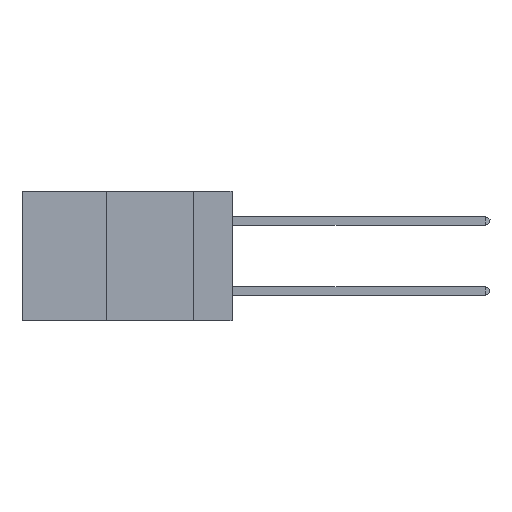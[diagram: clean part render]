
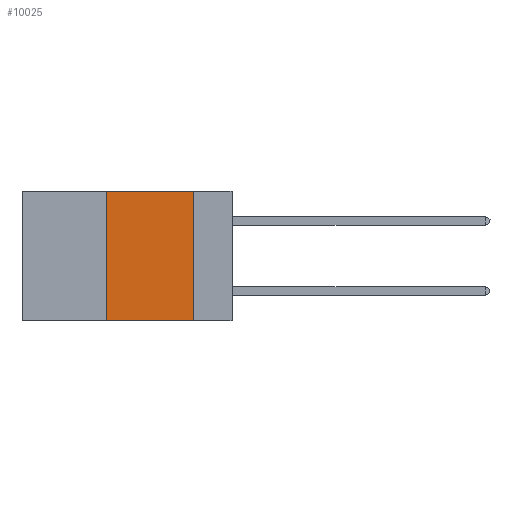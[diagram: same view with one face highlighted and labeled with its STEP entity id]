
A CAD part, left-side view. The second image highlights one B-rep face of the part: STEP entity #10025.
In plain terms, the highlighted planar face has unit normal (-1, 0, 0).
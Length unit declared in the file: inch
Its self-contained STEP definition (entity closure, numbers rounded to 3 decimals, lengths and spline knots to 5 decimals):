
#251 = CARTESIAN_POINT ( 'NONE',  ( 0., 0.11, -0.37 ) ) ;
#495 = PLANE ( 'NONE',  #10120 ) ;
#818 = LINE ( 'NONE', #1718, #9777 ) ;
#993 = LINE ( 'NONE', #6749, #3290 ) ;
#1053 = EDGE_LOOP ( 'NONE', ( #6948, #9327, #7928, #1353 ) ) ;
#1166 = DIRECTION ( 'NONE',  ( 1., 0., 0. ) ) ;
#1353 = ORIENTED_EDGE ( 'NONE', *, *, #4962, .T. ) ;
#1718 = CARTESIAN_POINT ( 'NONE',  ( 0., 0.36, 0. ) ) ;
#2114 = CARTESIAN_POINT ( 'NONE',  ( 0., 0.11, 0. ) ) ;
#2228 = LINE ( 'NONE', #6320, #6555 ) ;
#2426 = FACE_OUTER_BOUND ( 'NONE', #1053, .T. ) ;
#2643 = LINE ( 'NONE', #8819, #10024 ) ;
#2742 = VERTEX_POINT ( 'NONE', #4348 ) ;
#3290 = VECTOR ( 'NONE', #4524, 39.37008 ) ;
#3295 = VERTEX_POINT ( 'NONE', #251 ) ;
#3573 = DIRECTION ( 'NONE',  ( 0., 0., -1. ) ) ;
#3982 = DIRECTION ( 'NONE',  ( 0., -1., 0. ) ) ;
#4348 = CARTESIAN_POINT ( 'NONE',  ( 0., 0.36, 0. ) ) ;
#4422 = VERTEX_POINT ( 'NONE', #2114 ) ;
#4524 = DIRECTION ( 'NONE',  ( 0., 0., -1. ) ) ;
#4962 = EDGE_CURVE ( 'NONE', #5386, #3295, #2643, .T. ) ;
#4989 = EDGE_CURVE ( 'NONE', #5386, #2742, #818, .T. ) ;
#5386 = VERTEX_POINT ( 'NONE', #9004 ) ;
#6320 = CARTESIAN_POINT ( 'NONE',  ( 0., 0.6, 0. ) ) ;
#6383 = DIRECTION ( 'NONE',  ( 0., 0., 1. ) ) ;
#6555 = VECTOR ( 'NONE', #7033, 39.37008 ) ;
#6663 = CARTESIAN_POINT ( 'NONE',  ( 0., 0.6, 0. ) ) ;
#6749 = CARTESIAN_POINT ( 'NONE',  ( 0., 0.11, 0. ) ) ;
#6948 = ORIENTED_EDGE ( 'NONE', *, *, #9549, .F. ) ;
#7033 = DIRECTION ( 'NONE',  ( 0., -1., 0. ) ) ;
#7907 = EDGE_CURVE ( 'NONE', #2742, #4422, #2228, .T. ) ;
#7928 = ORIENTED_EDGE ( 'NONE', *, *, #4989, .F. ) ;
#8819 = CARTESIAN_POINT ( 'NONE',  ( 0., 0.6, -0.37 ) ) ;
#9004 = CARTESIAN_POINT ( 'NONE',  ( 0., 0.36, -0.37 ) ) ;
#9327 = ORIENTED_EDGE ( 'NONE', *, *, #7907, .F. ) ;
#9549 = EDGE_CURVE ( 'NONE', #4422, #3295, #993, .T. ) ;
#9777 = VECTOR ( 'NONE', #6383, 39.37008 ) ;
#10024 = VECTOR ( 'NONE', #3982, 39.37008 ) ;
#10025 = ADVANCED_FACE ( 'NONE', ( #2426 ), #495, .F. ) ;
#10120 = AXIS2_PLACEMENT_3D ( 'NONE', #6663, #1166, #3573 ) ;
